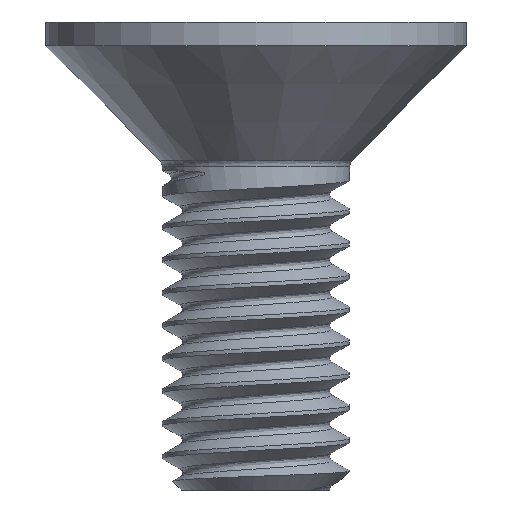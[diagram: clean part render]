
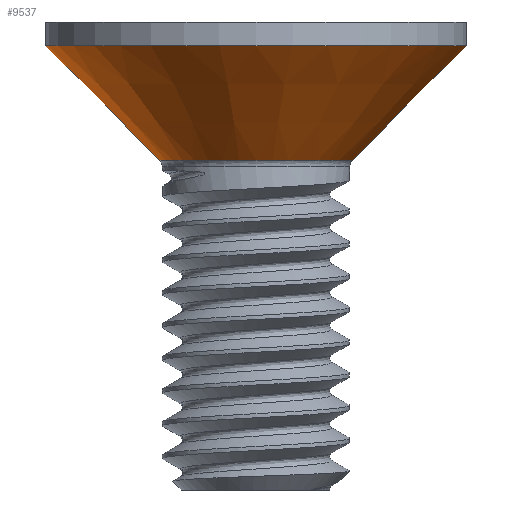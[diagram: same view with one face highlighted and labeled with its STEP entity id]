
A CAD part, left-side view. The second image highlights one B-rep face of the part: STEP entity #9537.
In plain terms, the highlighted conical face has half-angle 45 degrees and reference radius 2.059 mm.
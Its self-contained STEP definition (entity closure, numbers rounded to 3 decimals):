
#8842 = SURFACE_OF_REVOLUTION('',#8843,#8848);
#8843 = CIRCLE('',#8844,0.2);
#8844 = AXIS2_PLACEMENT_3D('',#8845,#8846,#8847);
#8845 = CARTESIAN_POINT('',(2.2,0.,-3.093));
#8846 = DIRECTION('',(0.,1.,0.));
#8847 = DIRECTION('',(-1.,0.,0.));
#8848 = AXIS1_PLACEMENT('',#8849,#8850);
#8849 = CARTESIAN_POINT('',(0.,0.,0.));
#8850 = DIRECTION('',(0.,0.,1.));
#9487 = VERTEX_POINT('',#9488);
#9488 = CARTESIAN_POINT('',(2.059,0.,-2.951));
#9510 = EDGE_CURVE('',#9487,#9487,#9511,.T.);
#9511 = SURFACE_CURVE('',#9512,(#9517,#9524),.PCURVE_S1.);
#9512 = CIRCLE('',#9513,2.059);
#9513 = AXIS2_PLACEMENT_3D('',#9514,#9515,#9516);
#9514 = CARTESIAN_POINT('',(0.,0.,-2.951));
#9515 = DIRECTION('',(0.,0.,1.));
#9516 = DIRECTION('',(1.,0.,-0.));
#9517 = PCURVE('',#8842,#9518);
#9518 = DEFINITIONAL_REPRESENTATION('',(#9519),#9523);
#9519 = LINE('',#9520,#9521);
#9520 = CARTESIAN_POINT('',(0.,0.785));
#9521 = VECTOR('',#9522,1.);
#9522 = DIRECTION('',(1.,0.));
#9523 = ( GEOMETRIC_REPRESENTATION_CONTEXT(2) 
PARAMETRIC_REPRESENTATION_CONTEXT() REPRESENTATION_CONTEXT('2D SPACE',''
  ) );
#9524 = PCURVE('',#9525,#9530);
#9525 = CONICAL_SURFACE('',#9526,2.059,0.785);
#9526 = AXIS2_PLACEMENT_3D('',#9527,#9528,#9529);
#9527 = CARTESIAN_POINT('',(0.,0.,-2.951));
#9528 = DIRECTION('',(0.,0.,1.));
#9529 = DIRECTION('',(1.,0.,-0.));
#9530 = DEFINITIONAL_REPRESENTATION('',(#9531),#9535);
#9531 = LINE('',#9532,#9533);
#9532 = CARTESIAN_POINT('',(0.,0.));
#9533 = VECTOR('',#9534,1.);
#9534 = DIRECTION('',(1.,0.));
#9535 = ( GEOMETRIC_REPRESENTATION_CONTEXT(2) 
PARAMETRIC_REPRESENTATION_CONTEXT() REPRESENTATION_CONTEXT('2D SPACE',''
  ) );
#9537 = ADVANCED_FACE('',(#9538),#9525,.T.);
#9538 = FACE_BOUND('',#9539,.T.);
#9539 = EDGE_LOOP('',(#9540,#9541,#9564,#9591));
#9540 = ORIENTED_EDGE('',*,*,#9510,.T.);
#9541 = ORIENTED_EDGE('',*,*,#9542,.T.);
#9542 = EDGE_CURVE('',#9487,#9543,#9545,.T.);
#9543 = VERTEX_POINT('',#9544);
#9544 = CARTESIAN_POINT('',(4.5,0.,-0.51));
#9545 = SEAM_CURVE('',#9546,(#9550,#9557),.PCURVE_S1.);
#9546 = LINE('',#9547,#9548);
#9547 = CARTESIAN_POINT('',(2.059,0.,-2.951));
#9548 = VECTOR('',#9549,1.);
#9549 = DIRECTION('',(0.707,0.,0.707));
#9550 = PCURVE('',#9525,#9551);
#9551 = DEFINITIONAL_REPRESENTATION('',(#9552),#9556);
#9552 = LINE('',#9553,#9554);
#9553 = CARTESIAN_POINT('',(0.,0.));
#9554 = VECTOR('',#9555,1.);
#9555 = DIRECTION('',(0.,1.));
#9556 = ( GEOMETRIC_REPRESENTATION_CONTEXT(2) 
PARAMETRIC_REPRESENTATION_CONTEXT() REPRESENTATION_CONTEXT('2D SPACE',''
  ) );
#9557 = PCURVE('',#9525,#9558);
#9558 = DEFINITIONAL_REPRESENTATION('',(#9559),#9563);
#9559 = LINE('',#9560,#9561);
#9560 = CARTESIAN_POINT('',(6.283,0.));
#9561 = VECTOR('',#9562,1.);
#9562 = DIRECTION('',(0.,1.));
#9563 = ( GEOMETRIC_REPRESENTATION_CONTEXT(2) 
PARAMETRIC_REPRESENTATION_CONTEXT() REPRESENTATION_CONTEXT('2D SPACE',''
  ) );
#9564 = ORIENTED_EDGE('',*,*,#9565,.F.);
#9565 = EDGE_CURVE('',#9543,#9543,#9566,.T.);
#9566 = SURFACE_CURVE('',#9567,(#9572,#9579),.PCURVE_S1.);
#9567 = CIRCLE('',#9568,4.5);
#9568 = AXIS2_PLACEMENT_3D('',#9569,#9570,#9571);
#9569 = CARTESIAN_POINT('',(0.,0.,-0.51));
#9570 = DIRECTION('',(0.,0.,1.));
#9571 = DIRECTION('',(1.,0.,-0.));
#9572 = PCURVE('',#9525,#9573);
#9573 = DEFINITIONAL_REPRESENTATION('',(#9574),#9578);
#9574 = LINE('',#9575,#9576);
#9575 = CARTESIAN_POINT('',(0.,2.441));
#9576 = VECTOR('',#9577,1.);
#9577 = DIRECTION('',(1.,0.));
#9578 = ( GEOMETRIC_REPRESENTATION_CONTEXT(2) 
PARAMETRIC_REPRESENTATION_CONTEXT() REPRESENTATION_CONTEXT('2D SPACE',''
  ) );
#9579 = PCURVE('',#9580,#9585);
#9580 = CYLINDRICAL_SURFACE('',#9581,4.5);
#9581 = AXIS2_PLACEMENT_3D('',#9582,#9583,#9584);
#9582 = CARTESIAN_POINT('',(0.,0.,-0.51));
#9583 = DIRECTION('',(0.,0.,1.));
#9584 = DIRECTION('',(1.,0.,-0.));
#9585 = DEFINITIONAL_REPRESENTATION('',(#9586),#9590);
#9586 = LINE('',#9587,#9588);
#9587 = CARTESIAN_POINT('',(0.,0.));
#9588 = VECTOR('',#9589,1.);
#9589 = DIRECTION('',(1.,0.));
#9590 = ( GEOMETRIC_REPRESENTATION_CONTEXT(2) 
PARAMETRIC_REPRESENTATION_CONTEXT() REPRESENTATION_CONTEXT('2D SPACE',''
  ) );
#9591 = ORIENTED_EDGE('',*,*,#9542,.F.);
